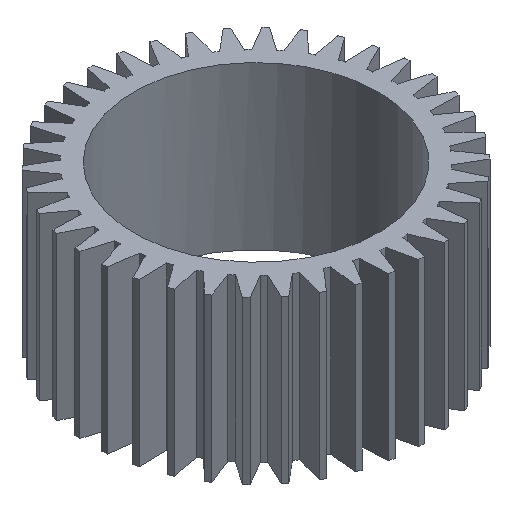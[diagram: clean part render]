
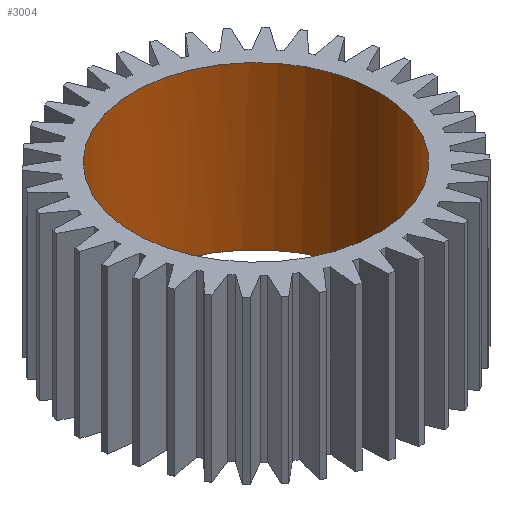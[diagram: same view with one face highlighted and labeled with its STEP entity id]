
A CAD part, isometric view. The second image highlights one B-rep face of the part: STEP entity #3004.
In plain terms, the highlighted cylindrical face has radius 9.05 mm (diameter 18.1 mm), a full revolution.
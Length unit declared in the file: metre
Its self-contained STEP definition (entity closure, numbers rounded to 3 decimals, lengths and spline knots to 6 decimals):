
#13=CYLINDRICAL_SURFACE('',#3250,0.00905);
#1121=ORIENTED_EDGE('',*,*,#1727,.F.);
#1122=ORIENTED_EDGE('',*,*,#1880,.F.);
#1727=EDGE_CURVE('',#2185,#2185,#2491,.T.);
#1880=EDGE_CURVE('',#2338,#2338,#2530,.T.);
#2185=VERTEX_POINT('',#4253);
#2338=VERTEX_POINT('',#4560);
#2491=CIRCLE('',#3170,0.00905);
#2530=CIRCLE('',#3210,0.00905);
#2574=EDGE_LOOP('',(#1121));
#2575=EDGE_LOOP('',(#1122));
#2732=FACE_BOUND('',#2574,.T.);
#2733=FACE_BOUND('',#2575,.T.);
#3004=ADVANCED_FACE('',(#2732,#2733),#13,.F.);
#3170=AXIS2_PLACEMENT_3D('',#4252,#3406,#3407);
#3210=AXIS2_PLACEMENT_3D('',#4559,#3600,#3601);
#3250=AXIS2_PLACEMENT_3D('',#4868,#3796,#3797);
#3406=DIRECTION('',(0.,0.,1.));
#3407=DIRECTION('',(0.986,0.165,0.));
#3600=DIRECTION('',(0.,0.,-1.));
#3601=DIRECTION('',(0.677,0.736,0.));
#3796=DIRECTION('',(0.,0.,1.));
#3797=DIRECTION('',(1.,0.,0.));
#4252=CARTESIAN_POINT('',(0.,0.,0.));
#4253=CARTESIAN_POINT('',(0.008927,0.00149,0.));
#4559=CARTESIAN_POINT('',(0.,0.,0.012));
#4560=CARTESIAN_POINT('',(0.006129,0.006658,0.012));
#4868=CARTESIAN_POINT('',(0.,0.,0.));
